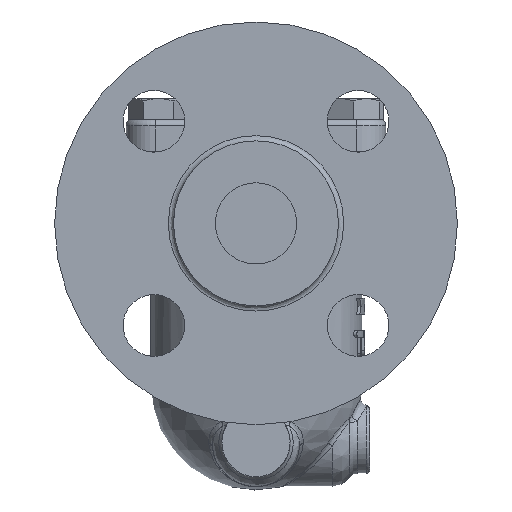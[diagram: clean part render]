
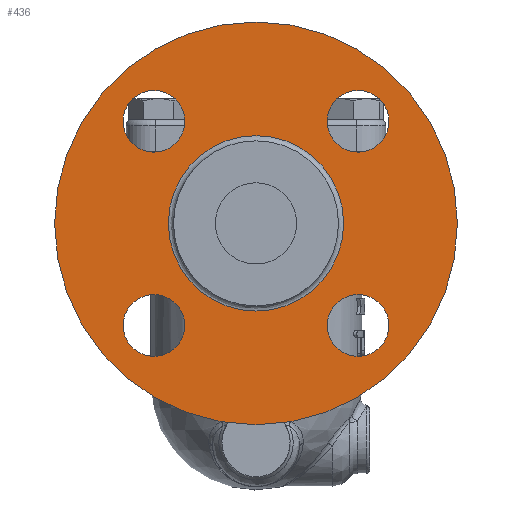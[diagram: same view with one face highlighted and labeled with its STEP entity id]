
A CAD part, left-side view. The second image highlights one B-rep face of the part: STEP entity #436.
In plain terms, the highlighted planar face has unit normal (-1, 0, 0).
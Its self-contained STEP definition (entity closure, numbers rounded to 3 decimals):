
#202=CARTESIAN_POINT('',(-113.9,0.,111.5));
#203=VERTEX_POINT('',#202);
#204=CARTESIAN_POINT('',(-113.9,0.0,49.5));
#205=DIRECTION('',(1.0,0.0,0.0));
#206=DIRECTION('',(0.0,0.0,-1.0));
#207=AXIS2_PLACEMENT_3D('',#204,#205,#206);
#208=CIRCLE('',#207,62.0);
#209=EDGE_CURVE('',#203,#203,#208,.T.);
#358=CARTESIAN_POINT('',(-113.9,0.,76.5));
#359=VERTEX_POINT('',#358);
#360=CARTESIAN_POINT('',(-113.9,0.0,49.5));
#361=DIRECTION('',(-1.0,0.0,0.0));
#362=DIRECTION('',(0.0,0.0,-1.0));
#363=AXIS2_PLACEMENT_3D('',#360,#361,#362);
#364=CIRCLE('',#363,27.0);
#365=EDGE_CURVE('',#359,#359,#364,.T.);
#381=CARTESIAN_POINT('',(-113.9,0.0,49.5));
#382=DIRECTION('',(1.0,0.0,0.0));
#383=DIRECTION('',(0.0,0.0,-1.0));
#384=AXIS2_PLACEMENT_3D('',#381,#382,#383);
#385=PLANE('',#384);
#386=ORIENTED_EDGE('',*,*,#209,.F.);
#387=EDGE_LOOP('',(#386));
#388=FACE_OUTER_BOUND('',#387,.T.);
#389=CARTESIAN_POINT('',(-113.9,31.431,27.569));
#390=VERTEX_POINT('',#389);
#391=CARTESIAN_POINT('',(-113.9,31.431,18.069));
#392=DIRECTION('',(-1.0,0.0,0.0));
#393=DIRECTION('',(0.0,1.0,0.0));
#394=AXIS2_PLACEMENT_3D('',#391,#392,#393);
#395=CIRCLE('',#394,9.5);
#396=EDGE_CURVE('',#390,#390,#395,.T.);
#397=ORIENTED_EDGE('',*,*,#396,.F.);
#398=EDGE_LOOP('',(#397));
#399=FACE_BOUND('',#398,.T.);
#400=CARTESIAN_POINT('',(-113.9,-31.431,27.569));
#401=VERTEX_POINT('',#400);
#402=CARTESIAN_POINT('',(-113.9,-31.431,18.069));
#403=DIRECTION('',(-1.0,0.0,0.0));
#404=DIRECTION('',(0.0,0.0,-1.0));
#405=AXIS2_PLACEMENT_3D('',#402,#403,#404);
#406=CIRCLE('',#405,9.5);
#407=EDGE_CURVE('',#401,#401,#406,.T.);
#408=ORIENTED_EDGE('',*,*,#407,.F.);
#409=EDGE_LOOP('',(#408));
#410=FACE_BOUND('',#409,.T.);
#411=CARTESIAN_POINT('',(-113.9,-31.431,90.431));
#412=VERTEX_POINT('',#411);
#413=CARTESIAN_POINT('',(-113.9,-31.431,80.931));
#414=DIRECTION('',(-1.0,0.0,0.0));
#415=DIRECTION('',(0.0,-1.0,0.0));
#416=AXIS2_PLACEMENT_3D('',#413,#414,#415);
#417=CIRCLE('',#416,9.5);
#418=EDGE_CURVE('',#412,#412,#417,.T.);
#419=ORIENTED_EDGE('',*,*,#418,.F.);
#420=EDGE_LOOP('',(#419));
#421=FACE_BOUND('',#420,.T.);
#422=CARTESIAN_POINT('',(-113.9,31.431,90.431));
#423=VERTEX_POINT('',#422);
#424=CARTESIAN_POINT('',(-113.9,31.431,80.931));
#425=DIRECTION('',(-1.0,0.0,0.0));
#426=DIRECTION('',(0.0,0.0,1.0));
#427=AXIS2_PLACEMENT_3D('',#424,#425,#426);
#428=CIRCLE('',#427,9.5);
#429=EDGE_CURVE('',#423,#423,#428,.T.);
#430=ORIENTED_EDGE('',*,*,#429,.F.);
#431=EDGE_LOOP('',(#430));
#432=FACE_BOUND('',#431,.T.);
#433=ORIENTED_EDGE('',*,*,#365,.F.);
#434=EDGE_LOOP('',(#433));
#435=FACE_BOUND('',#434,.T.);
#436=ADVANCED_FACE('',(#388,#399,#410,#421,#432,#435),#385,.F.);
